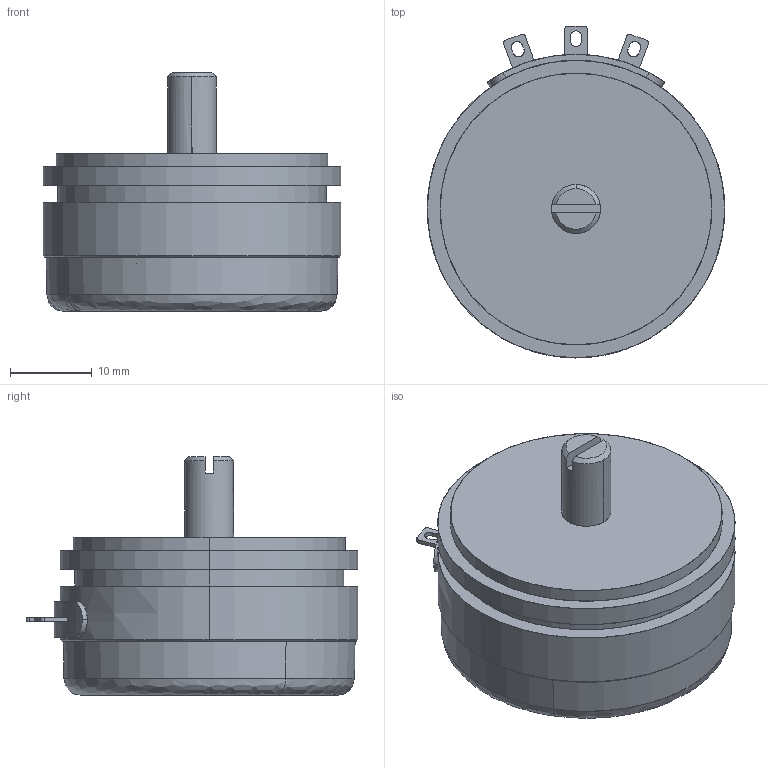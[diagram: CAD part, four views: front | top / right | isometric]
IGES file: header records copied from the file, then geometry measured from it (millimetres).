
Start section: SolidWorks IGES file using analytic representation for surfaces
Global section: file name: P4501_standart~00ID.IGS; native system: SolidWorks 2005 by SolidWorks Corporation; preprocessor: SolidWorks 2005 by SolidWorks Corporation; author: Albrecht; date: 051221.113401; units: millimetre
Bounding box: 36.5 x 40.72 x 29.26 mm (x, y, z)
Surface area: 7893.1 mm2 (no closed solid volume)
Topology: 0 solids, 0 shells, 174 faces, 2683 edges, 2678 vertices
Faces by surface type: revolution 95, bspline 79
